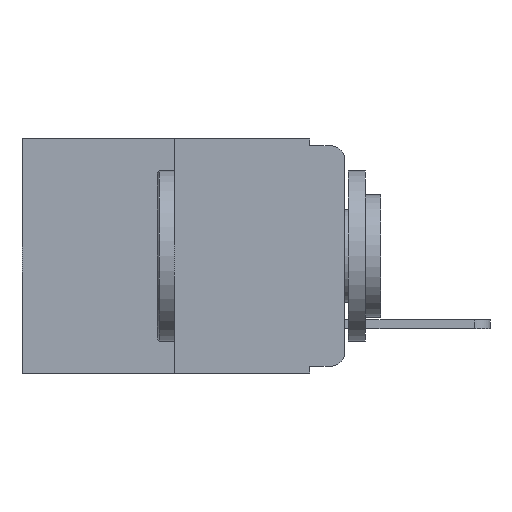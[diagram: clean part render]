
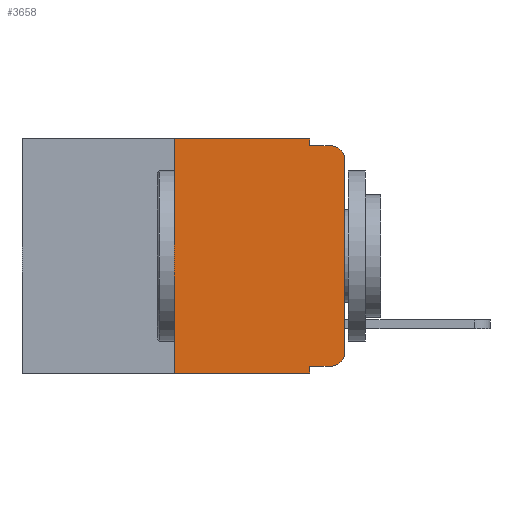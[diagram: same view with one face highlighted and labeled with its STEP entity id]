
A CAD part, left-side view. The second image highlights one B-rep face of the part: STEP entity #3658.
In plain terms, the highlighted planar face has unit normal (-1, 0, 0).
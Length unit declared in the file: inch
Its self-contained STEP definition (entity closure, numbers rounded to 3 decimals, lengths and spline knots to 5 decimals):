
#85 = ORIENTED_EDGE ( 'NONE', *, *, #5430, .T. ) ;
#202 = CARTESIAN_POINT ( 'NONE',  ( 0., 0.02, -0.333 ) ) ;
#485 = AXIS2_PLACEMENT_3D ( 'NONE', #3399, #3382, #3200 ) ;
#721 = CARTESIAN_POINT ( 'NONE',  ( 0., 0.051, -0.01 ) ) ;
#804 = CARTESIAN_POINT ( 'NONE',  ( 0., 0.051, -0.343 ) ) ;
#884 = DIRECTION ( 'NONE',  ( 0., -1., 0. ) ) ;
#891 = LINE ( 'NONE', #10466, #7969 ) ;
#930 = VERTEX_POINT ( 'NONE', #804 ) ;
#957 = CARTESIAN_POINT ( 'NONE',  ( 0., 0.051, -0.01 ) ) ;
#1047 = LINE ( 'NONE', #10630, #8631 ) ;
#1436 = VERTEX_POINT ( 'NONE', #721 ) ;
#1517 = VERTEX_POINT ( 'NONE', #10962 ) ;
#1684 = CARTESIAN_POINT ( 'NONE',  ( 0., 0., -0.313 ) ) ;
#1741 = ORIENTED_EDGE ( 'NONE', *, *, #5588, .T. ) ;
#1820 = LINE ( 'NONE', #8253, #9025 ) ;
#1858 = LINE ( 'NONE', #2499, #9858 ) ;
#1919 = ORIENTED_EDGE ( 'NONE', *, *, #5678, .F. ) ;
#1974 = VECTOR ( 'NONE', #7177, 39.37008 ) ;
#2219 = ORIENTED_EDGE ( 'NONE', *, *, #5695, .F. ) ;
#2224 = VERTEX_POINT ( 'NONE', #4511 ) ;
#2290 = LINE ( 'NONE', #6182, #7202 ) ;
#2356 = CARTESIAN_POINT ( 'NONE',  ( 0., 0.02, -0.01 ) ) ;
#2499 = CARTESIAN_POINT ( 'NONE',  ( 0., 0.473, 0. ) ) ;
#2874 = ORIENTED_EDGE ( 'NONE', *, *, #4179, .F. ) ;
#2954 = EDGE_LOOP ( 'NONE', ( #85, #1741, #1919, #2219, #2874, #3540, #3694, #5477, #6664, #8080 ) ) ;
#3200 = DIRECTION ( 'NONE',  ( 0., 0., -1. ) ) ;
#3382 = DIRECTION ( 'NONE',  ( -1., 0., 0. ) ) ;
#3399 = CARTESIAN_POINT ( 'NONE',  ( 0., 0.02, -0.03 ) ) ;
#3475 = VERTEX_POINT ( 'NONE', #202 ) ;
#3540 = ORIENTED_EDGE ( 'NONE', *, *, #5852, .F. ) ;
#3658 = ADVANCED_FACE ( 'NONE', ( #6833 ), #8314, .F. ) ;
#3694 = ORIENTED_EDGE ( 'NONE', *, *, #4053, .T. ) ;
#4053 = EDGE_CURVE ( 'NONE', #1517, #930, #10357, .T. ) ;
#4179 = EDGE_CURVE ( 'NONE', #9500, #2224, #1858, .T. ) ;
#4511 = CARTESIAN_POINT ( 'NONE',  ( 0., 0.051, 0. ) ) ;
#5253 = AXIS2_PLACEMENT_3D ( 'NONE', #7679, #7870, #5531 ) ;
#5308 = DIRECTION ( 'NONE',  ( 0., -1., 0. ) ) ;
#5430 = EDGE_CURVE ( 'NONE', #8143, #9979, #11572, .T. ) ;
#5477 = ORIENTED_EDGE ( 'NONE', *, *, #5929, .F. ) ;
#5531 = DIRECTION ( 'NONE',  ( 0., 0., -1. ) ) ;
#5573 = CIRCLE ( 'NONE', #485, 0.02 ) ;
#5588 = EDGE_CURVE ( 'NONE', #9979, #7658, #5573, .T. ) ;
#5678 = EDGE_CURVE ( 'NONE', #1436, #7658, #11700, .T. ) ;
#5695 = EDGE_CURVE ( 'NONE', #2224, #1436, #1820, .T. ) ;
#5852 = EDGE_CURVE ( 'NONE', #1517, #9500, #2290, .T. ) ;
#5916 = VECTOR ( 'NONE', #7970, 39.37008 ) ;
#5929 = EDGE_CURVE ( 'NONE', #11498, #930, #1047, .T. ) ;
#6088 = EDGE_CURVE ( 'NONE', #11498, #3475, #891, .T. ) ;
#6177 = EDGE_CURVE ( 'NONE', #3475, #8143, #11068, .T. ) ;
#6182 = CARTESIAN_POINT ( 'NONE',  ( 0., 0.25, 0. ) ) ;
#6215 = CARTESIAN_POINT ( 'NONE',  ( 0., 0.051, -0.333 ) ) ;
#6589 = AXIS2_PLACEMENT_3D ( 'NONE', #11412, #10855, #10580 ) ;
#6590 = DIRECTION ( 'NONE',  ( 0., 0., 1. ) ) ;
#6664 = ORIENTED_EDGE ( 'NONE', *, *, #6088, .T. ) ;
#6833 = FACE_OUTER_BOUND ( 'NONE', #2954, .T. ) ;
#7172 = CARTESIAN_POINT ( 'NONE',  ( 0., 0., 0. ) ) ;
#7177 = DIRECTION ( 'NONE',  ( 0., 0., 1. ) ) ;
#7202 = VECTOR ( 'NONE', #6590, 39.37008 ) ;
#7658 = VERTEX_POINT ( 'NONE', #2356 ) ;
#7679 = CARTESIAN_POINT ( 'NONE',  ( 0., 0.02, -0.313 ) ) ;
#7870 = DIRECTION ( 'NONE',  ( -1., 0., 0. ) ) ;
#7969 = VECTOR ( 'NONE', #5308, 39.37008 ) ;
#7970 = DIRECTION ( 'NONE',  ( 0., -1., 0. ) ) ;
#8080 = ORIENTED_EDGE ( 'NONE', *, *, #6177, .T. ) ;
#8143 = VERTEX_POINT ( 'NONE', #1684 ) ;
#8253 = CARTESIAN_POINT ( 'NONE',  ( 0., 0.051, 0. ) ) ;
#8295 = DIRECTION ( 'NONE',  ( 0., 0., -1. ) ) ;
#8314 = PLANE ( 'NONE',  #6589 ) ;
#8325 = CARTESIAN_POINT ( 'NONE',  ( 0., 0.473, -0.343 ) ) ;
#8631 = VECTOR ( 'NONE', #9282, 39.37008 ) ;
#9025 = VECTOR ( 'NONE', #8295, 39.37008 ) ;
#9282 = DIRECTION ( 'NONE',  ( 0., 0., -1. ) ) ;
#9293 = VECTOR ( 'NONE', #884, 39.37008 ) ;
#9500 = VERTEX_POINT ( 'NONE', #10033 ) ;
#9773 = DIRECTION ( 'NONE',  ( 0., -1., 0. ) ) ;
#9858 = VECTOR ( 'NONE', #9773, 39.37008 ) ;
#9979 = VERTEX_POINT ( 'NONE', #11143 ) ;
#10033 = CARTESIAN_POINT ( 'NONE',  ( 0., 0.25, 0. ) ) ;
#10357 = LINE ( 'NONE', #8325, #5916 ) ;
#10466 = CARTESIAN_POINT ( 'NONE',  ( 0., 0.051, -0.333 ) ) ;
#10580 = DIRECTION ( 'NONE',  ( 0., 0., -1. ) ) ;
#10630 = CARTESIAN_POINT ( 'NONE',  ( 0., 0.051, 0. ) ) ;
#10855 = DIRECTION ( 'NONE',  ( 1., 0., 0. ) ) ;
#10962 = CARTESIAN_POINT ( 'NONE',  ( 0., 0.25, -0.343 ) ) ;
#11068 = CIRCLE ( 'NONE', #5253, 0.02 ) ;
#11143 = CARTESIAN_POINT ( 'NONE',  ( 0., 0., -0.03 ) ) ;
#11412 = CARTESIAN_POINT ( 'NONE',  ( 0., 0.473, 0. ) ) ;
#11498 = VERTEX_POINT ( 'NONE', #6215 ) ;
#11572 = LINE ( 'NONE', #7172, #1974 ) ;
#11700 = LINE ( 'NONE', #957, #9293 ) ;
